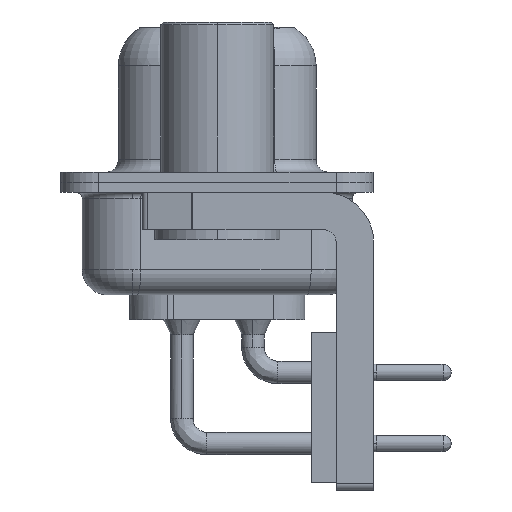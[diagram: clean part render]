
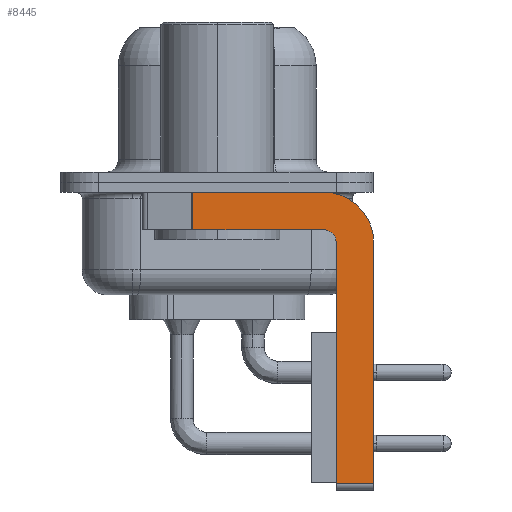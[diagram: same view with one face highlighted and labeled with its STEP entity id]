
A CAD part, left-side view. The second image highlights one B-rep face of the part: STEP entity #8445.
In plain terms, the highlighted planar face has unit normal (-1, 0, 0).
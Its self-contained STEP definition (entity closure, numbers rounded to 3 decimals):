
#418 = ORIENTED_EDGE ( 'NONE', *, *, #18325, .F. ) ;
#674 = ORIENTED_EDGE ( 'NONE', *, *, #15253, .F. ) ;
#891 = CARTESIAN_POINT ( 'NONE',  ( -2.9, -4.75, -2.4 ) ) ;
#998 = ORIENTED_EDGE ( 'NONE', *, *, #18527, .F. ) ;
#1217 = VERTEX_POINT ( 'NONE', #17054 ) ;
#1246 = DIRECTION ( 'NONE',  ( 0., -1., 0. ) ) ;
#1635 = CARTESIAN_POINT ( 'NONE',  ( -2.9, -4.25, -12.05 ) ) ;
#1932 = CARTESIAN_POINT ( 'NONE',  ( -2.9, -4.25, -2.4 ) ) ;
#2066 = LINE ( 'NONE', #1635, #12667 ) ;
#2192 = CIRCLE ( 'NONE', #12632, 0.5 ) ;
#2509 = DIRECTION ( 'NONE',  ( 0., 0., -1. ) ) ;
#3000 = CARTESIAN_POINT ( 'NONE',  ( -2.9, -4.25, -2.4 ) ) ;
#3027 = CIRCLE ( 'NONE', #11877, 2. ) ;
#3390 = LINE ( 'NONE', #8442, #17902 ) ;
#3423 = CARTESIAN_POINT ( 'NONE',  ( -2.9, -4.25, -1.9 ) ) ;
#3515 = ORIENTED_EDGE ( 'NONE', *, *, #15735, .F. ) ;
#3678 = LINE ( 'NONE', #9068, #10900 ) ;
#3982 = DIRECTION ( 'NONE',  ( 1., 0., 0. ) ) ;
#3994 = EDGE_CURVE ( 'NONE', #1217, #16054, #3027, .T. ) ;
#4024 = CARTESIAN_POINT ( 'NONE',  ( -2.9, -4.25, -2.4 ) ) ;
#4043 = EDGE_LOOP ( 'NONE', ( #10857, #6503, #3515, #998, #674, #16970, #418, #15360 ) ) ;
#4224 = VERTEX_POINT ( 'NONE', #6772 ) ;
#4508 = DIRECTION ( 'NONE',  ( 0., 0., 1. ) ) ;
#4518 = DIRECTION ( 'NONE',  ( 0., 0., -1. ) ) ;
#4961 = VECTOR ( 'NONE', #2509, 1000. ) ;
#4993 = DIRECTION ( 'NONE',  ( 1., 0., 0. ) ) ;
#5052 = CARTESIAN_POINT ( 'NONE',  ( -2.9, -6.25, -12.05 ) ) ;
#5315 = CARTESIAN_POINT ( 'NONE',  ( -2.9, 0.978, -0.4 ) ) ;
#5501 = EDGE_CURVE ( 'NONE', #15914, #12387, #3678, .T. ) ;
#6137 = VERTEX_POINT ( 'NONE', #5052 ) ;
#6486 = EDGE_CURVE ( 'NONE', #4224, #6137, #2066, .T. ) ;
#6503 = ORIENTED_EDGE ( 'NONE', *, *, #5501, .T. ) ;
#6772 = CARTESIAN_POINT ( 'NONE',  ( -2.9, -4.75, -12.05 ) ) ;
#6804 = VERTEX_POINT ( 'NONE', #891 ) ;
#6954 = EDGE_CURVE ( 'NONE', #15914, #1217, #3390, .T. ) ;
#7606 = LINE ( 'NONE', #3423, #18203 ) ;
#8442 = CARTESIAN_POINT ( 'NONE',  ( -2.9, 3., -0.4 ) ) ;
#8445 = ADVANCED_FACE ( 'NONE', ( #13766 ), #12152, .F. ) ;
#8973 = LINE ( 'NONE', #16975, #4961 ) ;
#9068 = CARTESIAN_POINT ( 'NONE',  ( -2.9, 0.978, -1.9 ) ) ;
#9199 = DIRECTION ( 'NONE',  ( 0., 0., -1. ) ) ;
#9413 = CARTESIAN_POINT ( 'NONE',  ( -2.9, -4.75, -12.3 ) ) ;
#9619 = LINE ( 'NONE', #9413, #13450 ) ;
#10566 = AXIS2_PLACEMENT_3D ( 'NONE', #1932, #4993, #15061 ) ;
#10857 = ORIENTED_EDGE ( 'NONE', *, *, #6954, .F. ) ;
#10900 = VECTOR ( 'NONE', #9199, 1000. ) ;
#11877 = AXIS2_PLACEMENT_3D ( 'NONE', #4024, #3982, #4518 ) ;
#12099 = CARTESIAN_POINT ( 'NONE',  ( -2.9, -4.25, -1.9 ) ) ;
#12152 = PLANE ( 'NONE',  #10566 ) ;
#12172 = DIRECTION ( 'NONE',  ( 0., 0., 1. ) ) ;
#12387 = VERTEX_POINT ( 'NONE', #17606 ) ;
#12632 = AXIS2_PLACEMENT_3D ( 'NONE', #3000, #13121, #4508 ) ;
#12667 = VECTOR ( 'NONE', #16108, 1000. ) ;
#13121 = DIRECTION ( 'NONE',  ( -1., 0., 0. ) ) ;
#13450 = VECTOR ( 'NONE', #12172, 1000. ) ;
#13547 = DIRECTION ( 'NONE',  ( 0., 1., 0. ) ) ;
#13766 = FACE_OUTER_BOUND ( 'NONE', #4043, .T. ) ;
#15061 = DIRECTION ( 'NONE',  ( 0., 0., -1. ) ) ;
#15253 = EDGE_CURVE ( 'NONE', #4224, #6804, #9619, .T. ) ;
#15360 = ORIENTED_EDGE ( 'NONE', *, *, #3994, .F. ) ;
#15735 = EDGE_CURVE ( 'NONE', #15748, #12387, #7606, .T. ) ;
#15748 = VERTEX_POINT ( 'NONE', #12099 ) ;
#15914 = VERTEX_POINT ( 'NONE', #5315 ) ;
#16054 = VERTEX_POINT ( 'NONE', #17243 ) ;
#16108 = DIRECTION ( 'NONE',  ( 0., -1., 0. ) ) ;
#16970 = ORIENTED_EDGE ( 'NONE', *, *, #6486, .T. ) ;
#16975 = CARTESIAN_POINT ( 'NONE',  ( -2.9, -6.25, -2.4 ) ) ;
#17054 = CARTESIAN_POINT ( 'NONE',  ( -2.9, -4.25, -0.4 ) ) ;
#17243 = CARTESIAN_POINT ( 'NONE',  ( -2.9, -6.25, -2.4 ) ) ;
#17606 = CARTESIAN_POINT ( 'NONE',  ( -2.9, 0.978, -1.9 ) ) ;
#17902 = VECTOR ( 'NONE', #1246, 1000. ) ;
#18203 = VECTOR ( 'NONE', #13547, 1000. ) ;
#18325 = EDGE_CURVE ( 'NONE', #16054, #6137, #8973, .T. ) ;
#18527 = EDGE_CURVE ( 'NONE', #6804, #15748, #2192, .T. ) ;
